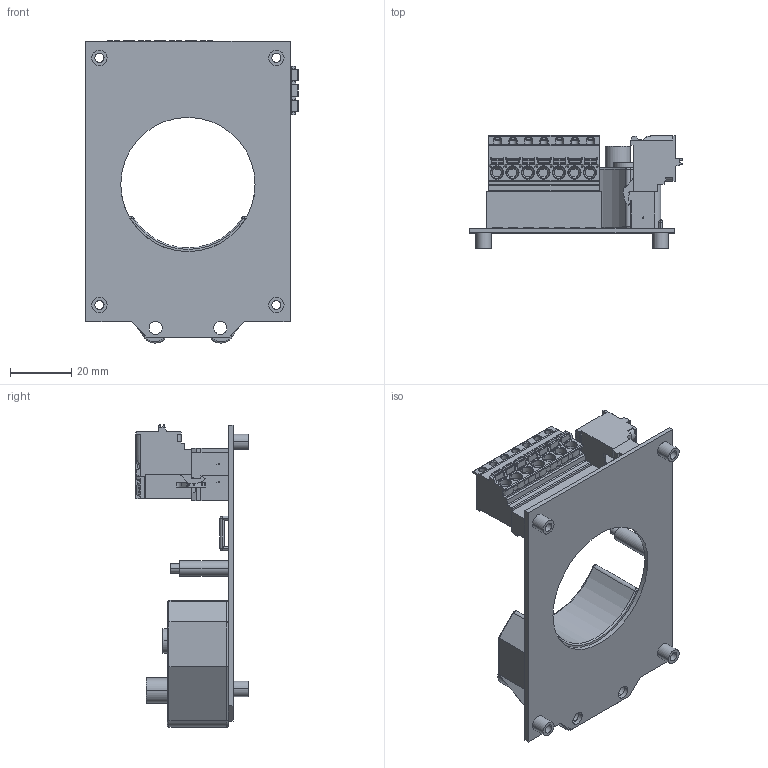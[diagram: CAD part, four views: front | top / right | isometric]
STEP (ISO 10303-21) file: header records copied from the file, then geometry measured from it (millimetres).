
FILE_DESCRIPTION((''),'2;1');
FILE_NAME('DM_CAD-0841_SW0001','2014-10-07T',('Creinig-se'),(''),'PRO/ENGINEER BY PARAMETRIC TECHNOLOGY CORPORATION, 2013050','PRO/ENGINEER BY PARAMETRIC TECHNOLOGY CORPORATION, 2013050','');
FILE_SCHEMA(('CONFIG_CONTROL_DESIGN'));
Length unit declared in the file: millimetre
Products named in the file (1): DM_CAD-0841_SW0001
Bounding box: 69.67 x 36.9 x 99.07 mm (x, y, z)
Volume: 54733.1 mm3; surface area: 25722 mm2
Topology: 2 solids, 2 shells, 1445 faces, 4039 edges, 2746 vertices
Faces by surface type: plane 942, cylinder 397, cone 44, torus 30, sphere 28, bspline 4
Entity records: 57410 total; most frequent: CARTESIAN_POINT 9492, ORIENTED_EDGE 7816, DIRECTION 7741, EDGE_CURVE 3908, VECTOR 2857, LINE 2857, VERTEX_POINT 2532, AXIS2_PLACEMENT_3D 2442
